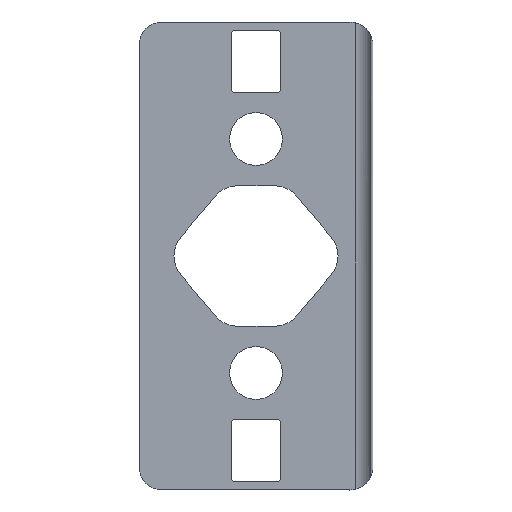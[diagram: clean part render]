
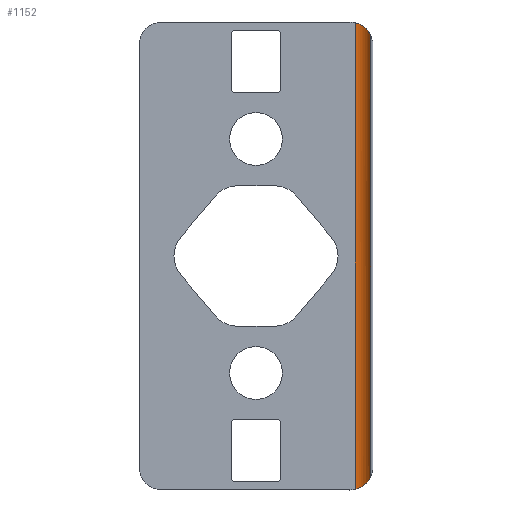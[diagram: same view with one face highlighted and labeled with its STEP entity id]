
A CAD part, top view. The second image highlights one B-rep face of the part: STEP entity #1152.
In plain terms, the highlighted cylindrical face has radius 3 mm (diameter 6 mm), a partial arc.
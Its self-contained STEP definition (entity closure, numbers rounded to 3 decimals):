
#22 = B_SPLINE_CURVE_WITH_KNOTS ( 'NONE', 3,
 ( #489, #1348, #1473, #1482, #611, #1611, #1602, #863, #858, #984, #995, #234, #1110, #495 ),
 .UNSPECIFIED., .F., .F.,
 ( 4, 2, 2, 2, 2, 2, 4 ),
 ( 0., 0.001, 0.002, 0.002, 0.003, 0.003, 0.004 ),
 .UNSPECIFIED. ) ;
#25 = VERTEX_POINT ( 'NONE', #268 ) ;
#27 = CARTESIAN_POINT ( 'NONE',  ( 19.625, -12.564, 2.847 ) ) ;
#43 = B_SPLINE_CURVE_WITH_KNOTS ( 'NONE', 3,
 ( #263, #280, #27, #767 ),
 .UNSPECIFIED., .F., .F.,
 ( 4, 4 ),
 ( 0., 1. ),
 .UNSPECIFIED. ) ;
#68 = CARTESIAN_POINT ( 'NONE',  ( 18.868, 38.804, 1.937 ) ) ;
#77 = CARTESIAN_POINT ( 'NONE',  ( 19.625, 37.691, 2.847 ) ) ;
#102 = ORIENTED_EDGE ( 'NONE', *, *, #1134, .F. ) ;
#109 = CARTESIAN_POINT ( 'NONE',  ( 19.625, -37.691, 2.847 ) ) ;
#136 = CARTESIAN_POINT ( 'NONE',  ( 17., -39.873, 1.3 ) ) ;
#155 = DIRECTION ( 'NONE',  ( 0., 1., 0. ) ) ;
#202 = CARTESIAN_POINT ( 'NONE',  ( 17., 40., 4.3 ) ) ;
#234 = CARTESIAN_POINT ( 'NONE',  ( 17.317, -39.78, 1.313 ) ) ;
#263 = CARTESIAN_POINT ( 'NONE',  ( 19.625, 37.691, 2.847 ) ) ;
#268 = CARTESIAN_POINT ( 'NONE',  ( 17., 39.873, 1.3 ) ) ;
#280 = CARTESIAN_POINT ( 'NONE',  ( 19.625, 12.564, 2.847 ) ) ;
#316 = CARTESIAN_POINT ( 'NONE',  ( 19.625, 37.691, 2.847 ) ) ;
#410 = VERTEX_POINT ( 'NONE', #316 ) ;
#411 = AXIS2_PLACEMENT_3D ( 'NONE', #202, #694, #831 ) ;
#489 = CARTESIAN_POINT ( 'NONE',  ( 19.625, -37.691, 2.847 ) ) ;
#495 = CARTESIAN_POINT ( 'NONE',  ( 17., -39.873, 1.3 ) ) ;
#552 = FACE_OUTER_BOUND ( 'NONE', #1148, .T. ) ;
#611 = CARTESIAN_POINT ( 'NONE',  ( 18.866, -38.806, 1.936 ) ) ;
#646 = EDGE_CURVE ( 'NONE', #788, #869, #22, .T. ) ;
#654 = CARTESIAN_POINT ( 'NONE',  ( 17., 40., 1.3 ) ) ;
#694 = DIRECTION ( 'NONE',  ( 0., -1., 0. ) ) ;
#697 = ORIENTED_EDGE ( 'NONE', *, *, #955, .F. ) ;
#698 = CARTESIAN_POINT ( 'NONE',  ( 19.379, 38.158, 2.456 ) ) ;
#708 = CARTESIAN_POINT ( 'NONE',  ( 17.618, 39.672, 1.35 ) ) ;
#726 = CYLINDRICAL_SURFACE ( 'NONE', #411, 3. ) ;
#767 = CARTESIAN_POINT ( 'NONE',  ( 19.625, -37.691, 2.847 ) ) ;
#788 = VERTEX_POINT ( 'NONE', #109 ) ;
#822 = CARTESIAN_POINT ( 'NONE',  ( 18.178, 39.37, 1.525 ) ) ;
#827 = CARTESIAN_POINT ( 'NONE',  ( 17., 39.873, 1.3 ) ) ;
#831 = DIRECTION ( 'NONE',  ( 0., 0., -1. ) ) ;
#858 = CARTESIAN_POINT ( 'NONE',  ( 18.039, -39.445, 1.482 ) ) ;
#863 = CARTESIAN_POINT ( 'NONE',  ( 18.172, -39.362, 1.535 ) ) ;
#867 = EDGE_CURVE ( 'NONE', #410, #788, #43, .T. ) ;
#869 = VERTEX_POINT ( 'NONE', #136 ) ;
#942 = CARTESIAN_POINT ( 'NONE',  ( 17.32, 39.79, 1.3 ) ) ;
#955 = EDGE_CURVE ( 'NONE', #869, #25, #1283, .T. ) ;
#984 = CARTESIAN_POINT ( 'NONE',  ( 17.762, -39.594, 1.395 ) ) ;
#995 = CARTESIAN_POINT ( 'NONE',  ( 17.618, -39.662, 1.36 ) ) ;
#1085 = CARTESIAN_POINT ( 'NONE',  ( 19.055, 38.596, 2.101 ) ) ;
#1109 = ORIENTED_EDGE ( 'NONE', *, *, #867, .F. ) ;
#1110 = CARTESIAN_POINT ( 'NONE',  ( 17.16, -39.832, 1.3 ) ) ;
#1134 = EDGE_CURVE ( 'NONE', #25, #410, #1358, .T. ) ;
#1148 = EDGE_LOOP ( 'NONE', ( #1109, #102, #697, #1455 ) ) ;
#1152 = ADVANCED_FACE ( 'NONE', ( #552 ), #726, .F. ) ;
#1197 = CARTESIAN_POINT ( 'NONE',  ( 19.514, 37.928, 2.648 ) ) ;
#1283 = LINE ( 'NONE', #654, #1599 ) ;
#1348 = CARTESIAN_POINT ( 'NONE',  ( 19.515, -37.928, 2.648 ) ) ;
#1358 = B_SPLINE_CURVE_WITH_KNOTS ( 'NONE', 3,
 ( #827, #942, #708, #822, #1440, #68, #1085, #698, #1197, #77 ),
 .UNSPECIFIED., .F., .F.,
 ( 4, 2, 2, 2, 4 ),
 ( 0., 0.001, 0.002, 0.003, 0.004 ),
 .UNSPECIFIED. ) ;
#1440 = CARTESIAN_POINT ( 'NONE',  ( 18.425, 39.195, 1.647 ) ) ;
#1455 = ORIENTED_EDGE ( 'NONE', *, *, #646, .F. ) ;
#1473 = CARTESIAN_POINT ( 'NONE',  ( 19.381, -38.155, 2.459 ) ) ;
#1482 = CARTESIAN_POINT ( 'NONE',  ( 19.057, -38.594, 2.103 ) ) ;
#1599 = VECTOR ( 'NONE', #155, 1000. ) ;
#1602 = CARTESIAN_POINT ( 'NONE',  ( 18.421, -39.188, 1.654 ) ) ;
#1611 = CARTESIAN_POINT ( 'NONE',  ( 18.537, -39.096, 1.721 ) ) ;
